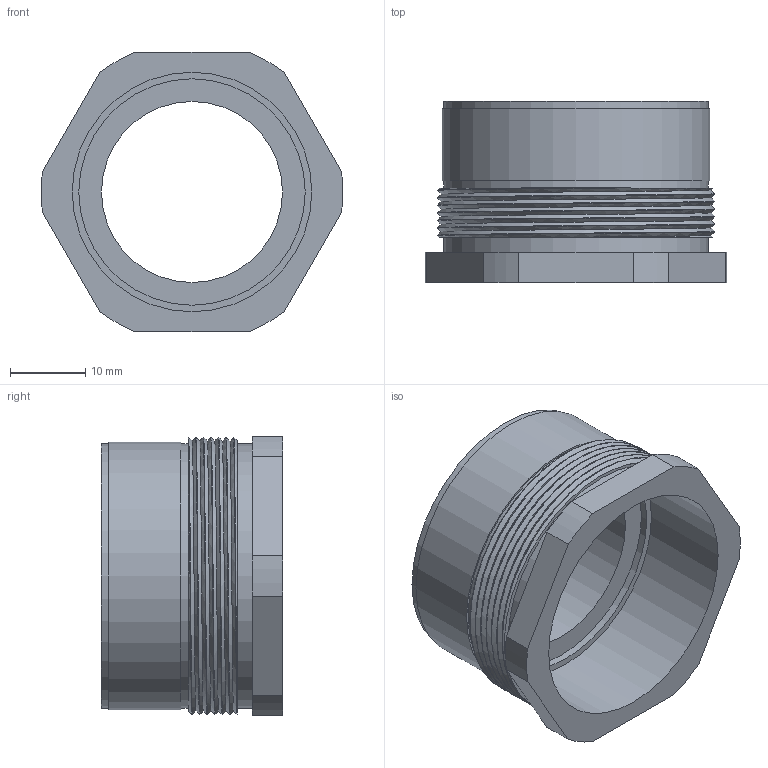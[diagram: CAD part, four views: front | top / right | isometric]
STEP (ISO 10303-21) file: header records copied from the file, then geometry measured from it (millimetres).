
FILE_DESCRIPTION (( 'STEP AP214' ), '1' );
FILE_NAME ('ZP-MC-CG-29M5.STEP', '2011-11-21T12:33:02', ( '.adc' ), ( '' ), 'SwSTEP 2.0', 'SolidWorks 2011', '' );
FILE_SCHEMA (( 'AUTOMOTIVE_DESIGN' ));
Length unit declared in the file: millimetre
Products named in the file (1): ZP-MC-CG-29M5
Bounding box: 39.96 x 24 x 37 mm (x, y, z)
Volume: 8802.1 mm3; surface area: 8124.1 mm2
Topology: 4 solids, 4 shells, 33 faces, 69 edges, 46 vertices
Faces by surface type: plane 16, cylinder 15, bspline 2
Full cylindrical faces by diameter (mm): 24 x1, 30 x2, 31.75 x1, 35 x3, 35.5 x1
Entity records: 2258 total; most frequent: CARTESIAN_POINT 1373, DIRECTION 148, ORIENTED_EDGE 122, AXIS2_PLACEMENT_3D 62, EDGE_CURVE 61, EDGE_LOOP 51, VERTEX_POINT 46, FACE_OUTER_BOUND 41
